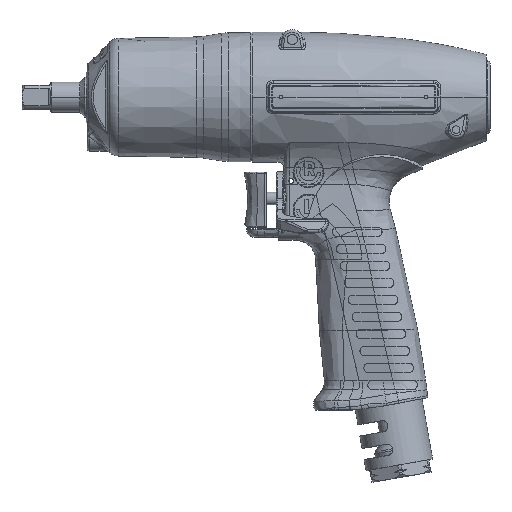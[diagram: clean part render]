
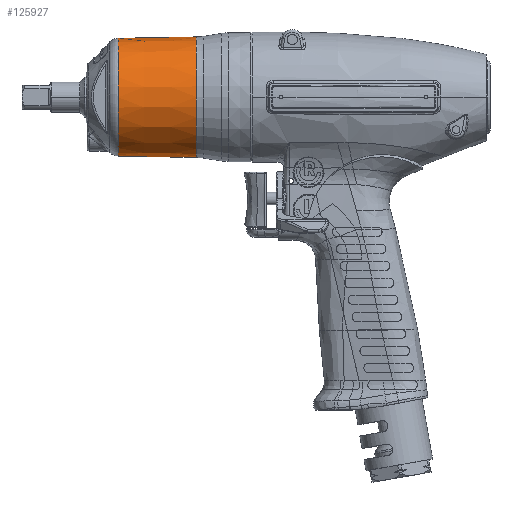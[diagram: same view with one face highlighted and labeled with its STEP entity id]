
A CAD part, top view. The second image highlights one B-rep face of the part: STEP entity #125927.
In plain terms, the highlighted conical face has half-angle 1 degrees and reference radius 23.806 mm.
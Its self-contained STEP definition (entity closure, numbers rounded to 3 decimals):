
#121863=CARTESIAN_POINT('',(0.,54.48,0.));
#121864=DIRECTION('',(0.,-1.,0.));
#121865=DIRECTION('',(0.,0.,-1.));
#121866=AXIS2_PLACEMENT_3D('',#121863,#121864,#121865);
#121868=CARTESIAN_POINT('',(0.,54.48,0.));
#121869=DIRECTION('',(0.,-1.,0.));
#121870=DIRECTION('',(0.008,0.,-1.));
#121871=AXIS2_PLACEMENT_3D('',#121868,#121869,#121870);
#122009=DIRECTION('',(0.,-1.,
0.017));
#122010=VECTOR('',#122009,31.055);
#122011=CARTESIAN_POINT('',(0.,54.48,
23.535));
#122012=LINE('',#122011,#122010);
#122038=CARTESIAN_POINT('',(0.,23.43,0.));
#122039=DIRECTION('',(0.,1.,0.));
#122040=DIRECTION('',(0.,0.,1.));
#122041=AXIS2_PLACEMENT_3D('',#122038,#122039,#122040);
#122043=CARTESIAN_POINT('',(0.,23.43,0.));
#122044=DIRECTION('',(0.,1.,0.));
#122045=DIRECTION('',(0.006,0.,1.));
#122046=AXIS2_PLACEMENT_3D('',#122043,#122044,#122045);
#122063=DIRECTION('',(0.,-1.,
-0.017));
#122064=VECTOR('',#122063,31.055);
#122065=CARTESIAN_POINT('',(0.,54.48,
-23.535));
#122066=LINE('',#122065,#122064);
#124672=CARTESIAN_POINT('',(0.149,23.43,
24.077));
#124673=CARTESIAN_POINT('',(0.,23.43,
-24.077));
#124674=VERTEX_POINT('',#124672);
#124675=VERTEX_POINT('',#124673);
#124676=CARTESIAN_POINT('',(0.,23.43,24.077));
#124677=VERTEX_POINT('',#124676);
#124678=CARTESIAN_POINT('',(0.,54.48,
23.535));
#124679=VERTEX_POINT('',#124678);
#124680=CARTESIAN_POINT('',(0.189,54.48,
-23.534));
#124681=VERTEX_POINT('',#124680);
#124682=CARTESIAN_POINT('',(0.,54.48,
-23.535));
#124683=VERTEX_POINT('',#124682);
#125914=CARTESIAN_POINT('',(0.,38.955,0.));
#125915=DIRECTION('',(0.,-1.,0.));
#125916=DIRECTION('',(0.,0.,1.));
#125917=AXIS2_PLACEMENT_3D('',#125914,#125915,#125916);
#125918=CONICAL_SURFACE('',#125917,23.806,1.);
#125919=ORIENTED_EDGE('',*,*,#125903,.F.);
#125920=ORIENTED_EDGE('',*,*,#125901,.F.);
#125921=ORIENTED_EDGE('',*,*,#125873,.F.);
#125922=ORIENTED_EDGE('',*,*,#125590,.F.);
#125923=ORIENTED_EDGE('',*,*,#125588,.F.);
#125924=ORIENTED_EDGE('',*,*,#125869,.T.);
#125925=EDGE_LOOP('',(#125919,#125920,#125921,#125922,#125923,#125924));
#125926=FACE_OUTER_BOUND('',#125925,.F.);
#125927=ADVANCED_FACE('',(#125926),#125918,.T.);
#121867=CIRCLE('',#121866,23.535);
#121872=CIRCLE('',#121871,23.535);
#122042=CIRCLE('',#122041,24.077);
#122047=CIRCLE('',#122046,24.077);
#125588=EDGE_CURVE('',#124683,#124681,#121867,.T.);
#125590=EDGE_CURVE('',#124681,#124679,#121872,.T.);
#125869=EDGE_CURVE('',#124683,#124675,#122066,.T.);
#125873=EDGE_CURVE('',#124679,#124677,#122012,.T.);
#125901=EDGE_CURVE('',#124677,#124674,#122042,.T.);
#125903=EDGE_CURVE('',#124674,#124675,#122047,.T.);
